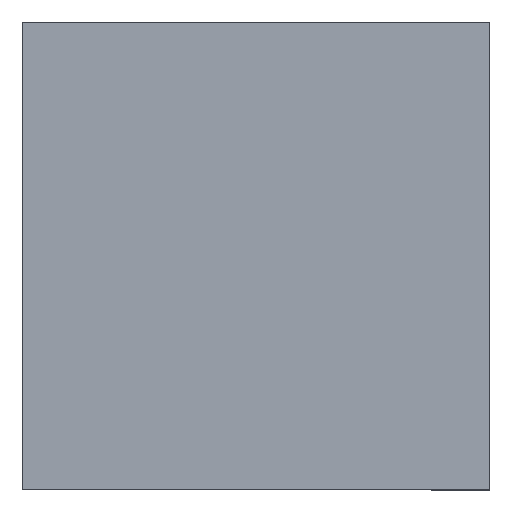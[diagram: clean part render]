
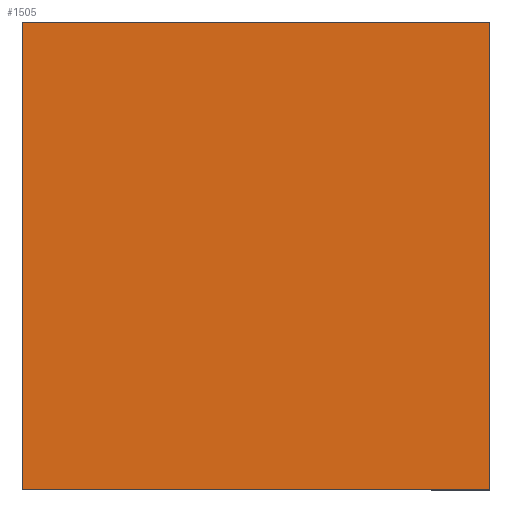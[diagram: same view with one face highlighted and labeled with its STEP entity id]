
A CAD part, top view. The second image highlights one B-rep face of the part: STEP entity #1505.
In plain terms, the highlighted face is planar.
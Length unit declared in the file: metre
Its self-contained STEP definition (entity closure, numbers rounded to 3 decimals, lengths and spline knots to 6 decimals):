
#192=ORIENTED_EDGE('',*,*,#520,.T.);
#193=ORIENTED_EDGE('',*,*,#530,.T.);
#194=ORIENTED_EDGE('',*,*,#527,.F.);
#195=ORIENTED_EDGE('',*,*,#524,.F.);
#520=EDGE_CURVE('',#700,#701,#840,.T.);
#524=EDGE_CURVE('',#700,#704,#844,.T.);
#527=EDGE_CURVE('',#704,#706,#847,.T.);
#530=EDGE_CURVE('',#701,#706,#850,.T.);
#700=VERTEX_POINT('',#2389);
#701=VERTEX_POINT('',#2390);
#704=VERTEX_POINT('',#2398);
#706=VERTEX_POINT('',#2404);
#840=LINE('',#2388,#1032);
#844=LINE('',#2397,#1036);
#847=LINE('',#2403,#1039);
#850=LINE('',#2409,#1042);
#1032=VECTOR('',#1979,1.);
#1036=VECTOR('',#1985,1.);
#1039=VECTOR('',#1990,1.);
#1042=VECTOR('',#1995,1.);
#1211=EDGE_LOOP('',(#192,#193,#194,#195));
#1307=FACE_BOUND('',#1211,.T.);
#1401=PLANE('',#1822);
#1505=ADVANCED_FACE('',(#1307),#1401,.F.);
#1822=AXIS2_PLACEMENT_3D('',#2412,#1999,#2000);
#1979=DIRECTION('',(1.,0.,0.));
#1985=DIRECTION('',(0.,0.,-1.));
#1990=DIRECTION('',(1.,0.,0.));
#1995=DIRECTION('',(0.,0.,-1.));
#1999=DIRECTION('',(0.,-1.,0.));
#2000=DIRECTION('',(1.,0.,0.));
#2388=CARTESIAN_POINT('',(0.,-0.0015,0.026));
#2389=CARTESIAN_POINT('',(-0.026,-0.0015,0.026));
#2390=CARTESIAN_POINT('',(0.026,-0.0015,0.026));
#2397=CARTESIAN_POINT('',(-0.026,-0.0015,0.));
#2398=CARTESIAN_POINT('',(-0.026,-0.0015,-0.026));
#2403=CARTESIAN_POINT('',(0.,-0.0015,-0.026));
#2404=CARTESIAN_POINT('',(0.026,-0.0015,-0.026));
#2409=CARTESIAN_POINT('',(0.026,-0.0015,0.));
#2412=CARTESIAN_POINT('',(0.,-0.0015,0.));
